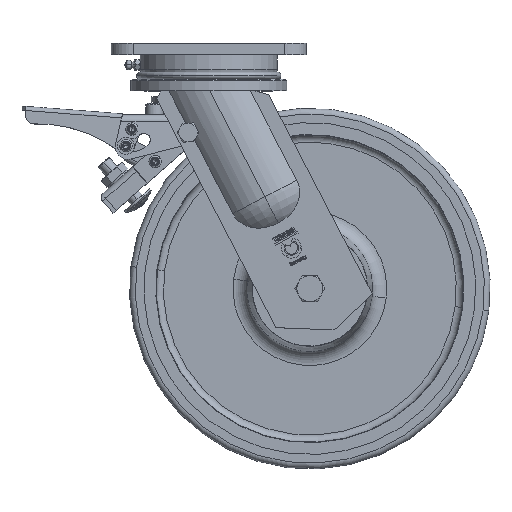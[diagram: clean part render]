
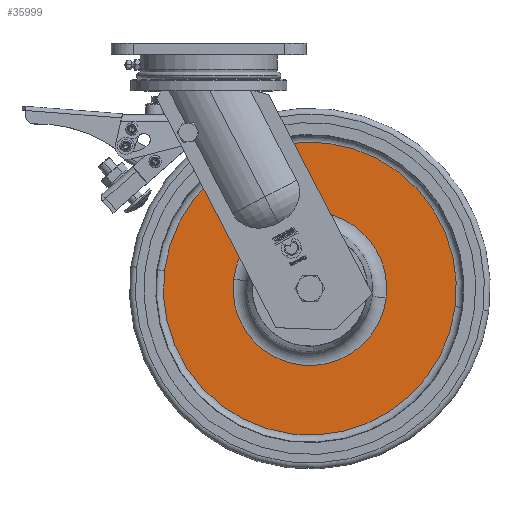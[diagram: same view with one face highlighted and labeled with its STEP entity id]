
A CAD part, top view. The second image highlights one B-rep face of the part: STEP entity #35999.
In plain terms, the highlighted planar face has unit normal (0, 0, 1).
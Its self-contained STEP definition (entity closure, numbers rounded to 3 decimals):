
#2813 = EDGE_LOOP ( 'NONE', ( #32462, #58876 ) ) ;
#3920 = DIRECTION ( 'NONE',  ( 0.992, -0.123, 0. ) ) ;
#4145 = EDGE_CURVE ( 'NONE', #33509, #28054, #30113, .T. ) ;
#6376 = DIRECTION ( 'NONE',  ( 0., 0., 1. ) ) ;
#15967 = PLANE ( 'NONE',  #24716 ) ;
#17255 = CARTESIAN_POINT ( 'NONE',  ( 70., -170., 4. ) ) ;
#22084 = DIRECTION ( 'NONE',  ( 0.992, -0.123, 0. ) ) ;
#23071 = CARTESIAN_POINT ( 'NONE',  ( 70., -170., 4. ) ) ;
#24597 = AXIS2_PLACEMENT_3D ( 'NONE', #23071, #56785, #27925 ) ;
#24706 = DIRECTION ( 'NONE',  ( 0., 0., 1. ) ) ;
#24716 = AXIS2_PLACEMENT_3D ( 'NONE', #35429, #6376, #40286 ) ;
#25566 = FACE_OUTER_BOUND ( 'NONE', #2813, .T. ) ;
#25701 = CARTESIAN_POINT ( 'NONE',  ( 170.733, -182.454, 4. ) ) ;
#26569 = CIRCLE ( 'NONE', #51636, 101.5 ) ;
#27014 = VERTEX_POINT ( 'NONE', #27685 ) ;
#27685 = CARTESIAN_POINT ( 'NONE',  ( -30.733, -157.546, 4. ) ) ;
#27925 = DIRECTION ( 'NONE',  ( 0.992, -0.123, 0. ) ) ;
#27944 = EDGE_CURVE ( 'NONE', #28054, #33509, #47572, .T. ) ;
#28054 = VERTEX_POINT ( 'NONE', #62087 ) ;
#30113 = CIRCLE ( 'NONE', #32591, 53.297 ) ;
#30713 = ORIENTED_EDGE ( 'NONE', *, *, #27944, .T. ) ;
#32462 = ORIENTED_EDGE ( 'NONE', *, *, #52725, .T. ) ;
#32591 = AXIS2_PLACEMENT_3D ( 'NONE', #61772, #32950, #3920 ) ;
#32950 = DIRECTION ( 'NONE',  ( 0., 0., -1. ) ) ;
#33509 = VERTEX_POINT ( 'NONE', #38166 ) ;
#34832 = VERTEX_POINT ( 'NONE', #25701 ) ;
#35429 = CARTESIAN_POINT ( 'NONE',  ( 83.068, -64.305, 4. ) ) ;
#35999 = ADVANCED_FACE ( 'NONE', ( #51184, #25566 ), #15967, .T. ) ;
#36474 = AXIS2_PLACEMENT_3D ( 'NONE', #17255, #50965, #22084 ) ;
#38166 = CARTESIAN_POINT ( 'NONE',  ( 17.105, -163.46, 4. ) ) ;
#39198 = EDGE_LOOP ( 'NONE', ( #30713, #61164 ) ) ;
#40286 = DIRECTION ( 'NONE',  ( 0.992, -0.123, 0. ) ) ;
#47572 = CIRCLE ( 'NONE', #24597, 53.297 ) ;
#50965 = DIRECTION ( 'NONE',  ( 0., 0., 1. ) ) ;
#51184 = FACE_BOUND ( 'NONE', #39198, .T. ) ;
#51636 = AXIS2_PLACEMENT_3D ( 'NONE', #53512, #24706, #58401 ) ;
#52725 = EDGE_CURVE ( 'NONE', #34832, #27014, #55040, .T. ) ;
#53512 = CARTESIAN_POINT ( 'NONE',  ( 70., -170., 4. ) ) ;
#55040 = CIRCLE ( 'NONE', #36474, 101.5 ) ;
#56277 = EDGE_CURVE ( 'NONE', #27014, #34832, #26569, .T. ) ;
#56785 = DIRECTION ( 'NONE',  ( 0., 0., -1. ) ) ;
#58401 = DIRECTION ( 'NONE',  ( 0.992, -0.123, 0. ) ) ;
#58876 = ORIENTED_EDGE ( 'NONE', *, *, #56277, .T. ) ;
#61164 = ORIENTED_EDGE ( 'NONE', *, *, #4145, .T. ) ;
#61772 = CARTESIAN_POINT ( 'NONE',  ( 70., -170., 4. ) ) ;
#62087 = CARTESIAN_POINT ( 'NONE',  ( 122.895, -176.54, 4. ) ) ;
